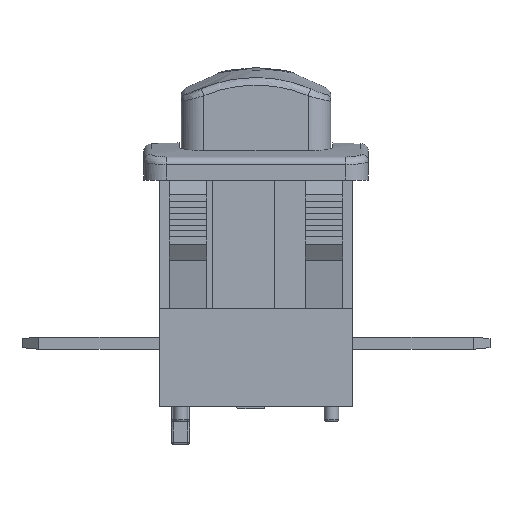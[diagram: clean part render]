
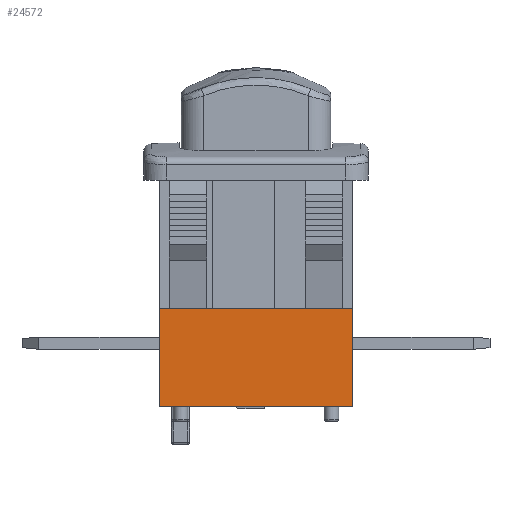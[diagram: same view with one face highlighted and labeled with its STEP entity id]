
A CAD part, left-side view. The second image highlights one B-rep face of the part: STEP entity #24572.
In plain terms, the highlighted planar face has unit normal (-1, 0, 0).
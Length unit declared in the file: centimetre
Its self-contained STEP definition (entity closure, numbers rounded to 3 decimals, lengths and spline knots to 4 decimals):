
#2045=FACE_OUTER_BOUND('',#3378,.T.);
#3378=EDGE_LOOP('',(#22389,#22390,#22391,#22392));
#5926=LINE('',#40631,#8844);
#6255=LINE('',#41458,#9173);
#6529=LINE('',#42006,#9447);
#6530=LINE('',#42009,#9448);
#8844=VECTOR('',#30065,1.);
#9173=VECTOR('',#30870,1.);
#9447=VECTOR('',#31390,1.);
#9448=VECTOR('',#31395,1.);
#11362=VERTEX_POINT('',#40628);
#11363=VERTEX_POINT('',#40630);
#11610=VERTEX_POINT('',#41455);
#11611=VERTEX_POINT('',#41457);
#14615=EDGE_CURVE('',#11363,#11362,#5926,.T.);
#15030=EDGE_CURVE('',#11610,#11611,#6255,.T.);
#15308=EDGE_CURVE('',#11610,#11363,#6529,.T.);
#15309=EDGE_CURVE('',#11611,#11362,#6530,.T.);
#22389=ORIENTED_EDGE('',*,*,#14615,.T.);
#22390=ORIENTED_EDGE('',*,*,#15309,.F.);
#22391=ORIENTED_EDGE('',*,*,#15030,.F.);
#22392=ORIENTED_EDGE('',*,*,#15308,.T.);
#23335=PLANE('',#25885);
#24572=ADVANCED_FACE('',(#2045),#23335,.T.);
#25885=AXIS2_PLACEMENT_3D('',#42012,#31400,#31401);
#30065=DIRECTION('',(0.,1.,0.));
#30870=DIRECTION('',(0.,1.,0.));
#31390=DIRECTION('',(0.,0.,1.));
#31395=DIRECTION('',(0.,0.,1.));
#31400=DIRECTION('center_axis',(-1.,0.,0.));
#31401=DIRECTION('ref_axis',(0.,0.,
-1.));
#40628=CARTESIAN_POINT('',(-0.94,0.64,-0.6508));
#40630=CARTESIAN_POINT('',(-0.94,-0.64,-0.6508));
#40631=CARTESIAN_POINT('',(-0.94,-0.64,-0.6508));
#41455=CARTESIAN_POINT('',(-0.94,-0.64,-1.3008));
#41457=CARTESIAN_POINT('',(-0.94,0.64,-1.3008));
#41458=CARTESIAN_POINT('',(-0.94,-0.64,-1.3008));
#42006=CARTESIAN_POINT('',(-0.94,-0.64,-1.3008));
#42009=CARTESIAN_POINT('',(-0.94,0.64,-1.3008));
#42012=CARTESIAN_POINT('Origin',(-0.94,-0.64,-1.3008));
